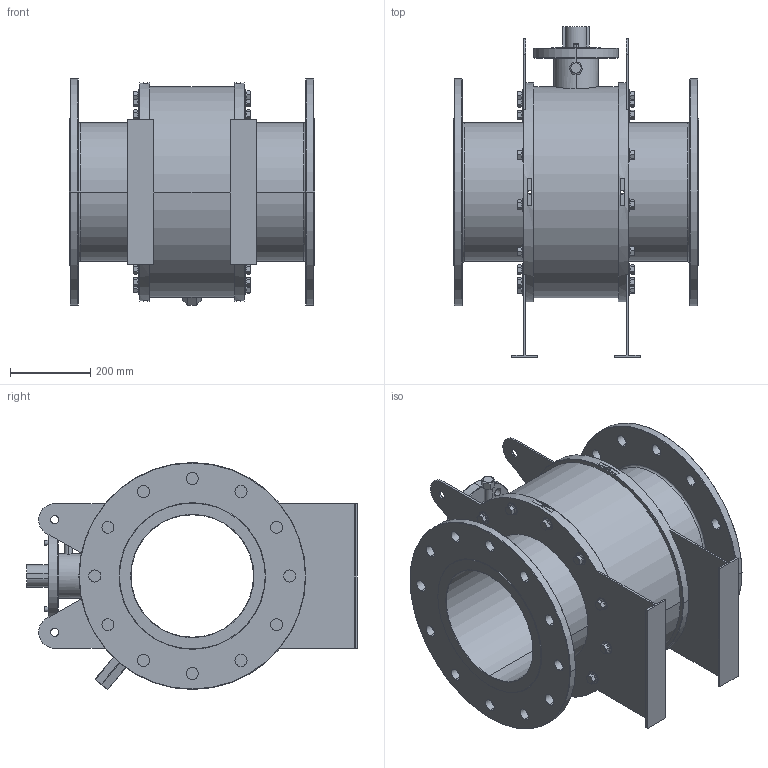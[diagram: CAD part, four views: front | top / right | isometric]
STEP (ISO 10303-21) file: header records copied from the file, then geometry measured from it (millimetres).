
FILE_DESCRIPTION (( 'STEP AP203' ), '1' );
FILE_NAME ('GB2_ANSI_150_12IN_TW.STEP', '2025-10-07T12:44:26', ( '' ), ( '' ), 'SwSTEP 2.0', 'SolidWorks 2023', '' );
FILE_SCHEMA (( 'CONFIG_CONTROL_DESIGN' ));
Length unit declared in the file: millimetre
Products named in the file (3): GB2_ANSI_2500_1500_ANSI_150_12IN; hex flange screw_am_B18.2.3.4M - Hex flange screw, M16 x 2.0 x 25 --25N; GB2_ANSI_150_12IN_TW
Assembly tree (25 placements, depth 2):
  GB2_ANSI_150_12IN_TW
    GB2_ANSI_2500_1500_ANSI_150_12IN
    hex flange screw_am_B18.2.3.4M - Hex flange screw, M16 x 2.0 x 25 --25N  x24
Bounding box: 610 x 823.5 x 565 mm (x, y, z)
Volume: 54310887.3 mm3; surface area: 3092079.3 mm2
Topology: 25 solids, 25 shells, 1033 faces, 2302 edges, 1376 vertices
Faces by surface type: plane 325, cone 270, cylinder 222, bspline 156, torus 54, sphere 6
Entity records: 13430 total; most frequent: CARTESIAN_POINT 3661, DIRECTION 1966, ORIENTED_EDGE 1744, EDGE_CURVE 872, AXIS2_PLACEMENT_3D 796, VERTEX_POINT 546, EDGE_LOOP 476, CIRCLE 420
